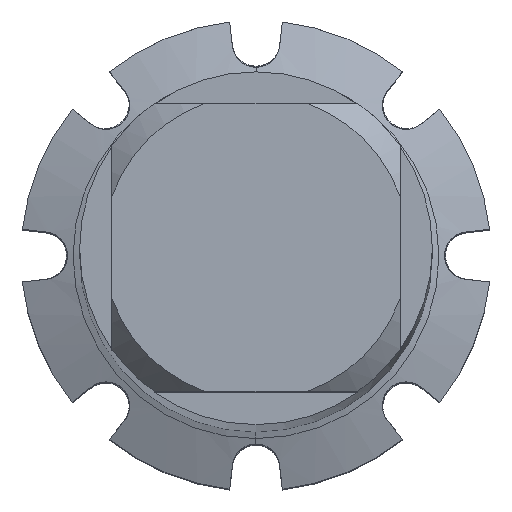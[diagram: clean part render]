
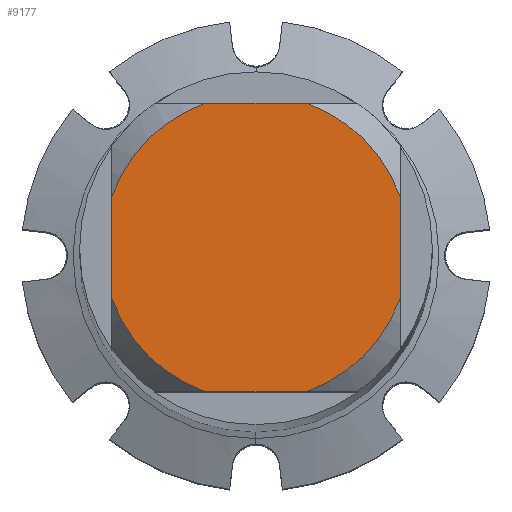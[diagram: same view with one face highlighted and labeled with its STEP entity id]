
A CAD part, top view. The second image highlights one B-rep face of the part: STEP entity #9177.
In plain terms, the highlighted planar face has unit normal (0, 0, 1).
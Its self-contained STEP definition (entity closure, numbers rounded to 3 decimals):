
#3631=EDGE_CURVE('',#4183,#7519,#10704,.T.);
#4017=EDGE_CURVE('',#10393,#7519,#11126,.T.);
#4183=VERTEX_POINT('',#11305);
#5089=EDGE_CURVE('',#6215,#6309,#12295,.T.);
#5131=VERTEX_POINT('',#12340);
#5393=EDGE_CURVE('',#4183,#6309,#12619,.T.);
#6215=VERTEX_POINT('',#13512);
#6309=VERTEX_POINT('',#13617);
#6383=EDGE_CURVE('',#7155,#9731,#13694,.T.);
#7091=EDGE_CURVE('',#10393,#5131,#14456,.T.);
#7155=VERTEX_POINT('',#14526);
#7519=VERTEX_POINT('',#14918);
#7731=EDGE_CURVE('',#7155,#5131,#15154,.T.);
#8625=EDGE_CURVE('',#6215,#9731,#16119,.T.);
#9177=ADVANCED_FACE('',(#16726),#16727,.T.);
#9731=VERTEX_POINT('',#17327);
#10393=VERTEX_POINT('',#18038);
#10704=LINE('',#18450,#18451);
#11126=CIRCLE('',#19208,2.6);
#11305=CARTESIAN_POINT('',(2.45,-0.87,0.0));
#12295=LINE('',#21339,#21340);
#12340=CARTESIAN_POINT('',(-0.87,2.45,0.0));
#12619=CIRCLE('',#21902,2.6);
#13512=CARTESIAN_POINT('',(-0.87,-2.45,0.0));
#13617=CARTESIAN_POINT('',(0.87,-2.45,0.0));
#13694=LINE('',#23907,#23908);
#14456=LINE('',#25308,#25309);
#14526=CARTESIAN_POINT('',(-2.45,0.87,0.0));
#14918=CARTESIAN_POINT('',(2.45,0.87,0.0));
#15154=CIRCLE('',#26482,2.6);
#16119=CIRCLE('',#28218,2.6);
#16726=FACE_OUTER_BOUND('',#29289,.T.);
#16727=PLANE('',#29290);
#17327=CARTESIAN_POINT('',(-2.45,-0.87,0.0));
#18038=CARTESIAN_POINT('',(0.87,2.45,0.0));
#18450=CARTESIAN_POINT('',(2.45,0.65,0.0));
#18451=VECTOR('',#32121,1.0);
#19208=AXIS2_PLACEMENT_3D('',#32537,#32538,#32539);
#21339=CARTESIAN_POINT('',(0.0,-2.45,0.0));
#21340=VECTOR('',#33776,1.0);
#21902=AXIS2_PLACEMENT_3D('',#34137,#34138,#34139);
#23907=CARTESIAN_POINT('',(-2.45,0.65,0.0));
#23908=VECTOR('',#35353,1.0);
#25308=CARTESIAN_POINT('',(0.0,2.45,0.0));
#25309=VECTOR('',#36063,1.0);
#26482=AXIS2_PLACEMENT_3D('',#36852,#36853,#36854);
#28218=AXIS2_PLACEMENT_3D('',#37726,#37727,#37728);
#29289=EDGE_LOOP('',(#38493,#38494,#38495,#38496,#38497,#38498,#38499,#38500));
#29290=AXIS2_PLACEMENT_3D('',#38501,#38502,#38503);
#32121=DIRECTION('',(-0.0,1.0,0.0));
#32537=CARTESIAN_POINT('',(0.0,0.0,0.0));
#32538=DIRECTION('',(0.0,0.0,-1.0));
#32539=DIRECTION('',(0.0,1.0,0.0));
#33776=DIRECTION('',(1.0,0.0,0.0));
#34137=CARTESIAN_POINT('',(0.0,0.0,0.0));
#34138=DIRECTION('',(0.0,0.0,-1.0));
#34139=DIRECTION('',(0.0,1.0,0.0));
#35353=DIRECTION('',(-0.0,-1.0,0.0));
#36063=DIRECTION('',(-1.0,0.0,0.0));
#36852=CARTESIAN_POINT('',(0.0,0.0,0.0));
#36853=DIRECTION('',(0.0,0.0,-1.0));
#36854=DIRECTION('',(0.0,1.0,0.0));
#37726=CARTESIAN_POINT('',(0.0,0.0,0.0));
#37727=DIRECTION('',(0.0,0.0,-1.0));
#37728=DIRECTION('',(0.0,1.0,0.0));
#38493=ORIENTED_EDGE('',*,*,#6383,.T.);
#38494=ORIENTED_EDGE('',*,*,#8625,.F.);
#38495=ORIENTED_EDGE('',*,*,#5089,.T.);
#38496=ORIENTED_EDGE('',*,*,#5393,.F.);
#38497=ORIENTED_EDGE('',*,*,#3631,.T.);
#38498=ORIENTED_EDGE('',*,*,#4017,.F.);
#38499=ORIENTED_EDGE('',*,*,#7091,.T.);
#38500=ORIENTED_EDGE('',*,*,#7731,.F.);
#38501=CARTESIAN_POINT('',(0.0,1.3,0.0));
#38502=DIRECTION('',(-0.0,0.0,1.0));
#38503=DIRECTION('',(0.0,-1.0,0.0));
